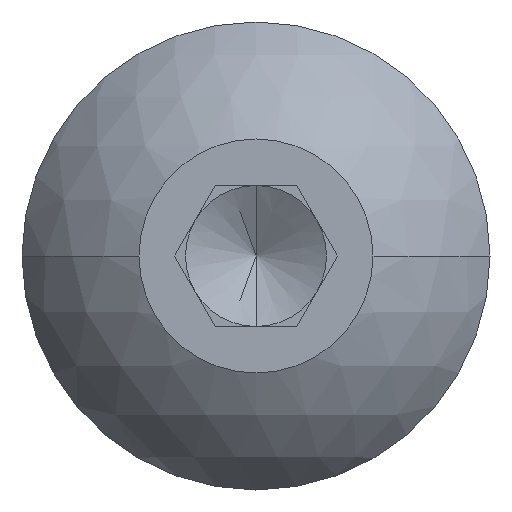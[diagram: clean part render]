
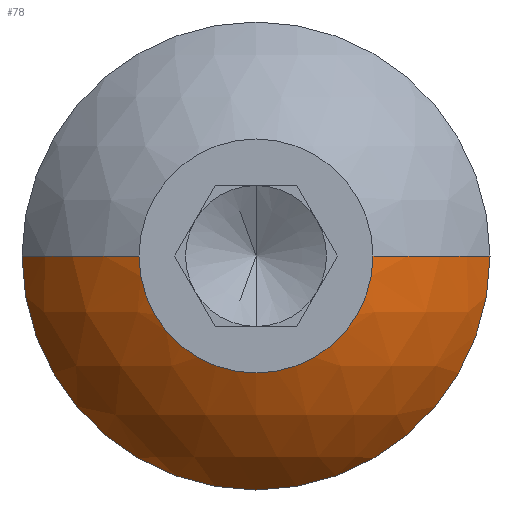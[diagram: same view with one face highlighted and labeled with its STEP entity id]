
A CAD part, left-side view. The second image highlights one B-rep face of the part: STEP entity #78.
In plain terms, the highlighted spherical face has radius 4.584 mm.
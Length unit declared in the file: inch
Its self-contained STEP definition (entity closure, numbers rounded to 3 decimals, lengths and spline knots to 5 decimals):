
#22 = EDGE_CURVE ( 'NONE', #23, #40, #178, .T. ) ;
#23 = VERTEX_POINT ( 'NONE', #173 ) ;
#26 = ORIENTED_EDGE ( 'NONE', *, *, #22, .T. ) ;
#38 = EDGE_CURVE ( 'NONE', #73, #109, #134, .T. ) ;
#40 = VERTEX_POINT ( 'NONE', #129 ) ;
#41 = ORIENTED_EDGE ( 'NONE', *, *, #38, .F. ) ;
#42 = EDGE_CURVE ( 'NONE', #76, #23, #127, .T. ) ;
#60 = EDGE_CURVE ( 'NONE', #73, #76, #390, .T. ) ;
#66 = EDGE_LOOP ( 'NONE', ( #79, #88, #26, #107, #41 ) ) ;
#73 = VERTEX_POINT ( 'NONE', #550 ) ;
#76 = VERTEX_POINT ( 'NONE', #545 ) ;
#78 = ADVANCED_FACE ( 'NONE', ( #543 ), #540, .T. ) ;
#79 = ORIENTED_EDGE ( 'NONE', *, *, #60, .T. ) ;
#88 = ORIENTED_EDGE ( 'NONE', *, *, #42, .T. ) ;
#107 = ORIENTED_EDGE ( 'NONE', *, *, #108, .F. ) ;
#108 = EDGE_CURVE ( 'NONE', #109, #40, #499, .T. ) ;
#109 = VERTEX_POINT ( 'NONE', #494 ) ;
#123 = DIRECTION ( 'NONE',  ( 0., 0., 1. ) ) ;
#124 = DIRECTION ( 'NONE',  ( -1., 0., 0. ) ) ;
#125 = CARTESIAN_POINT ( 'NONE',  ( 0.072, 0., 0. ) ) ;
#126 = AXIS2_PLACEMENT_3D ( 'NONE', #125, #124, #123 ) ;
#127 = CIRCLE ( 'NONE', #126, 0.156 ) ;
#129 = CARTESIAN_POINT ( 'NONE',  ( 0., -0.078, 0. ) ) ;
#130 = DIRECTION ( 'NONE',  ( 1., 0., 0. ) ) ;
#131 = DIRECTION ( 'NONE',  ( 0., 0., 1. ) ) ;
#132 = CARTESIAN_POINT ( 'NONE',  ( 0.16275, 0., 0. ) ) ;
#133 = AXIS2_PLACEMENT_3D ( 'NONE', #132, #131, #130 ) ;
#134 = CIRCLE ( 'NONE', #133, 0.18048 ) ;
#173 = CARTESIAN_POINT ( 'NONE',  ( 0.072, -0.156, 0. ) ) ;
#174 = DIRECTION ( 'NONE',  ( 0., 1., 0. ) ) ;
#175 = DIRECTION ( 'NONE',  ( 0., 0., -1. ) ) ;
#176 = CARTESIAN_POINT ( 'NONE',  ( 0.16275, 0., 0. ) ) ;
#177 = AXIS2_PLACEMENT_3D ( 'NONE', #176, #175, #174 ) ;
#178 = CIRCLE ( 'NONE', #177, 0.18048 ) ;
#389 = AXIS2_PLACEMENT_3D ( 'NONE', #572, #571, #570 ) ;
#390 = CIRCLE ( 'NONE', #389, 0.156 ) ;
#494 = CARTESIAN_POINT ( 'NONE',  ( 0., 0.078, 0. ) ) ;
#495 = DIRECTION ( 'NONE',  ( 0., 0., 1. ) ) ;
#496 = DIRECTION ( 'NONE',  ( -1., 0., 0. ) ) ;
#497 = CARTESIAN_POINT ( 'NONE',  ( 0., 0., 0. ) ) ;
#498 = AXIS2_PLACEMENT_3D ( 'NONE', #497, #496, #495 ) ;
#499 = CIRCLE ( 'NONE', #498, 0.078 ) ;
#537 = DIRECTION ( 'NONE',  ( 0., 1., 0. ) ) ;
#538 = DIRECTION ( 'NONE',  ( 0., 0., -1. ) ) ;
#539 = AXIS2_PLACEMENT_3D ( 'NONE', #542, #538, #537 ) ;
#540 = SPHERICAL_SURFACE ( 'NONE', #539, 0.18048 ) ;
#542 = CARTESIAN_POINT ( 'NONE',  ( 0.16275, 0., 0. ) ) ;
#543 = FACE_OUTER_BOUND ( 'NONE', #66, .T. ) ;
#545 = CARTESIAN_POINT ( 'NONE',  ( 0.072, 0., -0.156 ) ) ;
#550 = CARTESIAN_POINT ( 'NONE',  ( 0.072, 0.156, 0. ) ) ;
#570 = DIRECTION ( 'NONE',  ( 0., 0., 1. ) ) ;
#571 = DIRECTION ( 'NONE',  ( -1., 0., 0. ) ) ;
#572 = CARTESIAN_POINT ( 'NONE',  ( 0.072, 0., 0. ) ) ;
